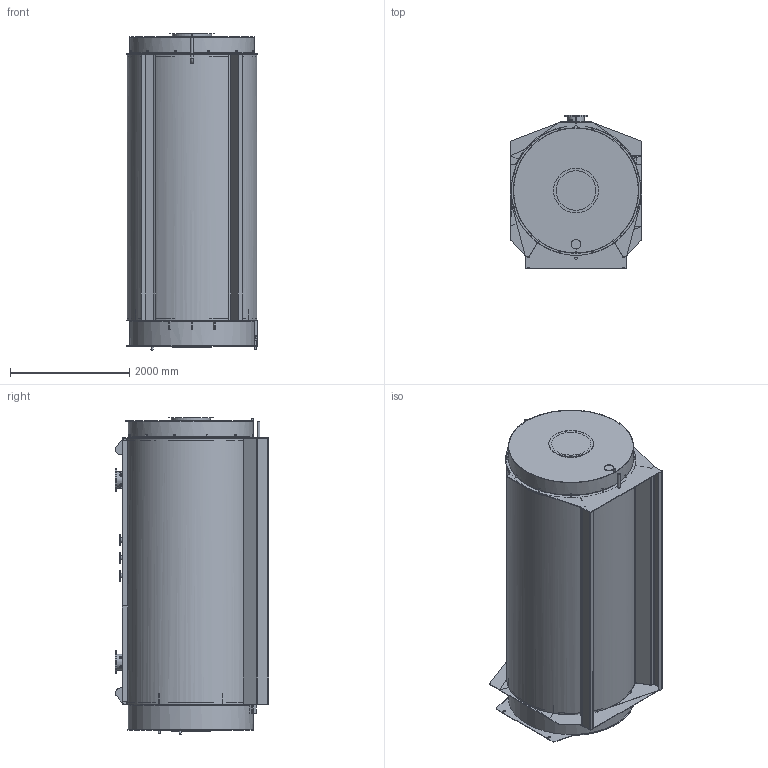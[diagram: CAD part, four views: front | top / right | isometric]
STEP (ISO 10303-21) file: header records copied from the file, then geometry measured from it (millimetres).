
FILE_DESCRIPTION(/* description */ (''),/* implementation_level */ '2;1');
FILE_NAME(/* name */ 'WL6000 литой.stp',/* time_stamp */ '2019-04-02T16:48:14+08:00',/* author */ ('verutin'),/* organization */ (''),/* preprocessor_version */ 'ST-DEVELOPER v16.5',/* originating_system */ 'Autodesk Inventor 2017',/* authorisation */ '');
FILE_SCHEMA (('AUTOMOTIVE_DESIGN { 1 0 10303 214 3 1 1 }'));
Length unit declared in the file: millimetre
Products named in the file (1): Сборка1_Shrinkwrap_1
Bounding box: 2200 x 2570 x 5303.79 mm (x, y, z)
Volume: 17589669910.2 mm3; surface area: 126647018.8 mm2
Topology: 19 solids, 19 shells, 1015 faces, 2807 edges, 1816 vertices
Faces by surface type: plane 668, cylinder 330, cone 15, torus 2
Full cylindrical faces by diameter (mm): 10 x2, 25 x1, 30 x11, 33.5 x1, 42 x3, 44 x2, 76 x3, 160 x2, 180 x3, 273 x2, 390 x2, 660 x1, 750 x1, 2064 x2, 2066 x1, 2084 x2, 2090 x1, 2092 x1
Entity records: 34092 total; most frequent: CARTESIAN_POINT 6870, ORIENTED_EDGE 5564, DIRECTION 5384, EDGE_CURVE 2728, LINE 1946, VECTOR 1946, VERTEX_POINT 1791, AXIS2_PLACEMENT_3D 1719
